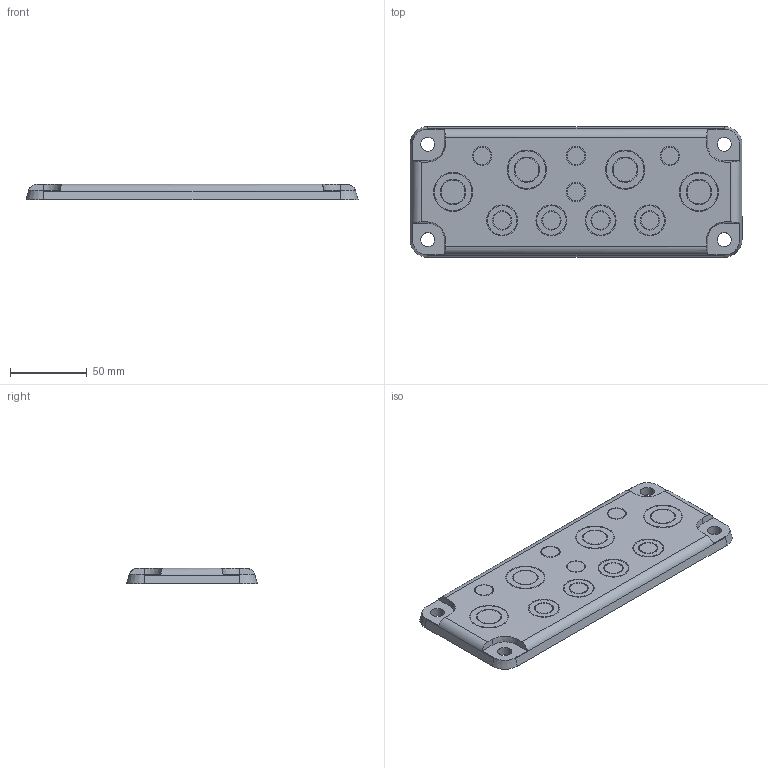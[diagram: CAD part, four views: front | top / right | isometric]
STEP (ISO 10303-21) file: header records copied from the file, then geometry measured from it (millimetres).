
FILE_DESCRIPTION (( 'STEP AP214' ), '1' );
FILE_NAME ('FIBOX MB10857.STEP', '2015-10-23T06:32:48', ( '' ), ( '' ), 'SwSTEP 2.0', 'SolidWorks 2014', '' );
FILE_SCHEMA (( 'AUTOMOTIVE_DESIGN' ));
Length unit declared in the file: millimetre
Products named in the file (1): FIBOX MB10857
Bounding box: 216 x 85 x 10 mm (x, y, z)
Volume: 72902.2 mm3; surface area: 47238.6 mm2
Topology: 1 solids, 1 shells, 183 faces, 420 edges, 280 vertices
Faces by surface type: cylinder 92, plane 71, cone 20
Entity records: 5328 total; most frequent: DIRECTION 988, CARTESIAN_POINT 932, ORIENTED_EDGE 840, EDGE_CURVE 420, AXIS2_PLACEMENT_3D 400, VERTEX_POINT 280, EDGE_LOOP 232, CIRCLE 216
